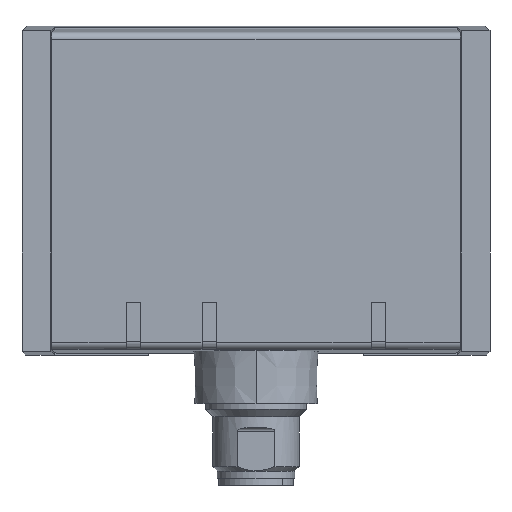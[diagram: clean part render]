
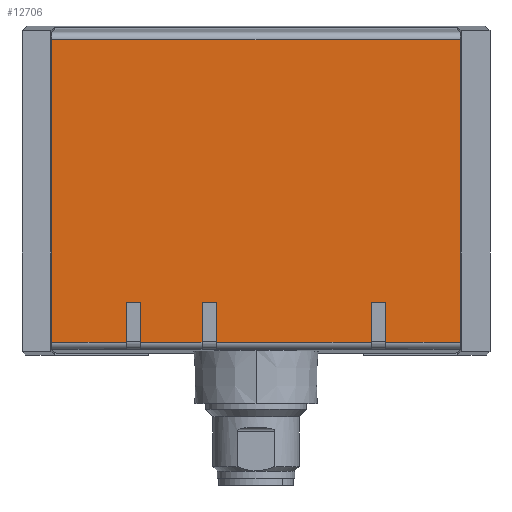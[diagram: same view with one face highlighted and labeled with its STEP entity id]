
A CAD part, top view. The second image highlights one B-rep face of the part: STEP entity #12706.
In plain terms, the highlighted planar face has unit normal (0, 0, 1).
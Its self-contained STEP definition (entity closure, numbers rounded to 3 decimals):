
#2506=DIRECTION('',(0.,1.,0.));
#2507=VECTOR('',#2506,42.057);
#2508=CARTESIAN_POINT('',(28.386,-21.029,25.));
#2509=LINE('',#2508,#2507);
#2851=DIRECTION('',(1.,0.,0.));
#2852=VECTOR('',#2851,21.5);
#2853=CARTESIAN_POINT('',(-5.5,-21.029,25.));
#2854=LINE('',#2853,#2852);
#2902=DIRECTION('',(1.,0.,0.));
#2903=VECTOR('',#2902,8.5);
#2904=CARTESIAN_POINT('',(-16.,-21.029,25.));
#2905=LINE('',#2904,#2903);
#2966=DIRECTION('',(1.,0.,0.));
#2967=VECTOR('',#2966,10.386);
#2968=CARTESIAN_POINT('',(-28.386,-21.029,
25.));
#2969=LINE('',#2968,#2967);
#2970=DIRECTION('',(0.,1.,0.));
#2971=VECTOR('',#2970,5.529);
#2972=CARTESIAN_POINT('',(16.,-21.029,25.));
#2973=LINE('',#2972,#2971);
#2974=DIRECTION('',(0.,1.,0.));
#2975=VECTOR('',#2974,5.529);
#2976=CARTESIAN_POINT('',(-5.5,-21.029,25.));
#2977=LINE('',#2976,#2975);
#2978=DIRECTION('',(1.,0.,0.));
#2979=VECTOR('',#2978,2.);
#2980=CARTESIAN_POINT('',(-7.5,-15.5,25.));
#2981=LINE('',#2980,#2979);
#2982=DIRECTION('',(0.,1.,0.));
#2983=VECTOR('',#2982,5.529);
#2984=CARTESIAN_POINT('',(-7.5,-21.029,25.));
#2985=LINE('',#2984,#2983);
#2986=DIRECTION('',(0.,1.,0.));
#2987=VECTOR('',#2986,5.529);
#2988=CARTESIAN_POINT('',(-16.,-21.029,25.));
#2989=LINE('',#2988,#2987);
#2990=DIRECTION('',(1.,0.,0.));
#2991=VECTOR('',#2990,2.);
#2992=CARTESIAN_POINT('',(-18.,-15.5,25.));
#2993=LINE('',#2992,#2991);
#2994=DIRECTION('',(0.,1.,0.));
#2995=VECTOR('',#2994,5.529);
#2996=CARTESIAN_POINT('',(-18.,-21.029,25.));
#2997=LINE('',#2996,#2995);
#2998=DIRECTION('',(0.,1.,0.));
#2999=VECTOR('',#2998,42.057);
#3000=CARTESIAN_POINT('',(-28.386,-21.029,
25.));
#3001=LINE('',#3000,#2999);
#3002=DIRECTION('',(0.,1.,0.));
#3003=VECTOR('',#3002,5.529);
#3004=CARTESIAN_POINT('',(18.,-21.029,25.));
#3005=LINE('',#3004,#3003);
#3006=DIRECTION('',(1.,0.,0.));
#3007=VECTOR('',#3006,2.);
#3008=CARTESIAN_POINT('',(16.,-15.5,25.));
#3009=LINE('',#3008,#3007);
#3042=CARTESIAN_POINT('',(-28.386,21.029,25.));
#3062=DIRECTION('',(-1.,0.,0.));
#3063=VECTOR('',#3062,56.773);
#3064=CARTESIAN_POINT('',(28.386,21.029,25.));
#3065=LINE('',#3064,#3063);
#3087=DIRECTION('',(1.,0.,0.));
#3088=VECTOR('',#3087,10.386);
#3089=CARTESIAN_POINT('',(18.,-21.029,25.));
#3090=LINE('',#3089,#3088);
#3091=CARTESIAN_POINT('',(28.386,-21.029,25.));
#7480=VERTEX_POINT('',#3042);
#7481=CARTESIAN_POINT('',(-28.386,-21.029,
25.));
#7482=VERTEX_POINT('',#7481);
#7564=VERTEX_POINT('',#3091);
#7565=CARTESIAN_POINT('',(28.386,21.029,25.));
#7566=VERTEX_POINT('',#7565);
#8457=CARTESIAN_POINT('',(-7.5,-21.029,25.));
#8458=VERTEX_POINT('',#8457);
#8459=CARTESIAN_POINT('',(-5.5,-21.029,25.));
#8460=VERTEX_POINT('',#8459);
#8461=CARTESIAN_POINT('',(-7.5,-15.5,25.));
#8462=VERTEX_POINT('',#8461);
#8463=CARTESIAN_POINT('',(-5.5,-15.5,25.));
#8464=VERTEX_POINT('',#8463);
#8497=CARTESIAN_POINT('',(-18.,-21.029,25.));
#8498=VERTEX_POINT('',#8497);
#8499=CARTESIAN_POINT('',(-16.,-21.029,25.));
#8500=VERTEX_POINT('',#8499);
#8501=CARTESIAN_POINT('',(-18.,-15.5,25.));
#8502=VERTEX_POINT('',#8501);
#8503=CARTESIAN_POINT('',(-16.,-15.5,25.));
#8504=VERTEX_POINT('',#8503);
#8529=CARTESIAN_POINT('',(16.,-21.029,25.));
#8530=VERTEX_POINT('',#8529);
#8531=CARTESIAN_POINT('',(18.,-21.029,25.));
#8532=VERTEX_POINT('',#8531);
#8533=CARTESIAN_POINT('',(16.,-15.5,25.));
#8534=VERTEX_POINT('',#8533);
#8535=CARTESIAN_POINT('',(18.,-15.5,25.));
#8536=VERTEX_POINT('',#8535);
#12677=CARTESIAN_POINT('',(0.,0.,25.));
#12678=DIRECTION('',(0.,0.,1.));
#12679=DIRECTION('',(1.,0.,0.));
#12680=AXIS2_PLACEMENT_3D('',#12677,#12678,#12679);
#12681=PLANE('',#12680);
#12682=ORIENTED_EDGE('',*,*,#12463,.F.);
#12683=ORIENTED_EDGE('',*,*,#12487,.F.);
#12684=ORIENTED_EDGE('',*,*,#12515,.T.);
#12686=ORIENTED_EDGE('',*,*,#12685,.F.);
#12687=ORIENTED_EDGE('',*,*,#12557,.F.);
#12688=ORIENTED_EDGE('',*,*,#12585,.F.);
#12689=ORIENTED_EDGE('',*,*,#12615,.T.);
#12691=ORIENTED_EDGE('',*,*,#12690,.F.);
#12692=ORIENTED_EDGE('',*,*,#12643,.F.);
#12693=ORIENTED_EDGE('',*,*,#12665,.F.);
#12694=ORIENTED_EDGE('',*,*,#11588,.T.);
#12696=ORIENTED_EDGE('',*,*,#12695,.F.);
#12697=ORIENTED_EDGE('',*,*,#12053,.F.);
#12699=ORIENTED_EDGE('',*,*,#12698,.F.);
#12701=ORIENTED_EDGE('',*,*,#12700,.T.);
#12703=ORIENTED_EDGE('',*,*,#12702,.F.);
#12704=EDGE_LOOP('',(#12682,#12683,#12684,#12686,#12687,#12688,#12689,#12691,
#12692,#12693,#12694,#12696,#12697,#12699,#12701,#12703));
#12705=FACE_OUTER_BOUND('',#12704,.F.);
#12706=ADVANCED_FACE('',(#12705),#12681,.T.);
#11588=EDGE_CURVE('',#7482,#7480,#3001,.T.);
#12053=EDGE_CURVE('',#7564,#7566,#2509,.T.);
#12463=EDGE_CURVE('',#8530,#8534,#2973,.T.);
#12487=EDGE_CURVE('',#8460,#8530,#2854,.T.);
#12515=EDGE_CURVE('',#8460,#8464,#2977,.T.);
#12557=EDGE_CURVE('',#8458,#8462,#2985,.T.);
#12585=EDGE_CURVE('',#8500,#8458,#2905,.T.);
#12615=EDGE_CURVE('',#8500,#8504,#2989,.T.);
#12643=EDGE_CURVE('',#8498,#8502,#2997,.T.);
#12665=EDGE_CURVE('',#7482,#8498,#2969,.T.);
#12685=EDGE_CURVE('',#8462,#8464,#2981,.T.);
#12690=EDGE_CURVE('',#8502,#8504,#2993,.T.);
#12695=EDGE_CURVE('',#7566,#7480,#3065,.T.);
#12698=EDGE_CURVE('',#8532,#7564,#3090,.T.);
#12700=EDGE_CURVE('',#8532,#8536,#3005,.T.);
#12702=EDGE_CURVE('',#8534,#8536,#3009,.T.);
